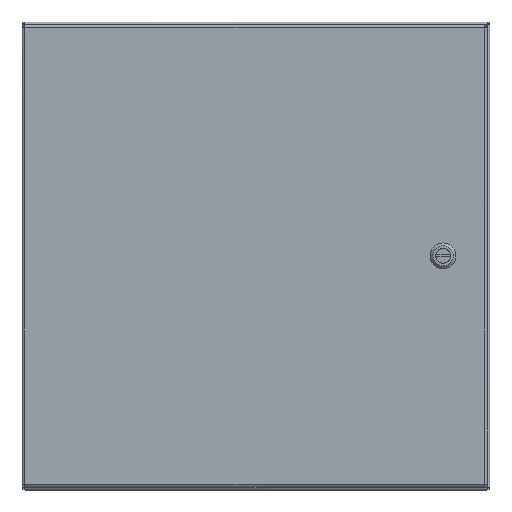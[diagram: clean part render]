
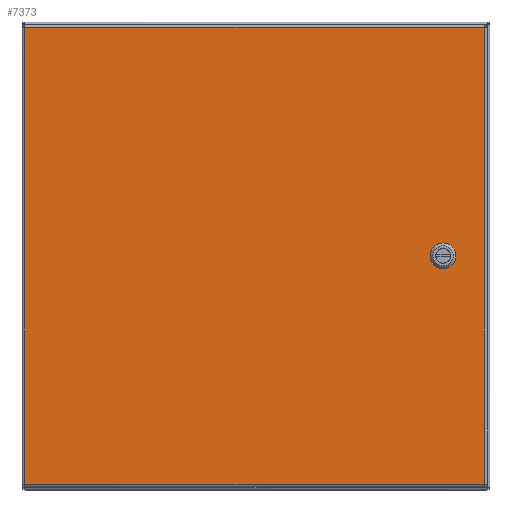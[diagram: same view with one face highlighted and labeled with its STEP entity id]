
A CAD part, top view. The second image highlights one B-rep face of the part: STEP entity #7373.
In plain terms, the highlighted face is planar.
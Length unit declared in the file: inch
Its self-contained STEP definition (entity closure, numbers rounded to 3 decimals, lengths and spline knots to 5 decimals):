
#5696=CARTESIAN_POINT('',(2.08762,10.275,0.0));
#5697=VERTEX_POINT('',#5696);
#5704=CARTESIAN_POINT('',(2.275,10.08762,0.0));
#5705=VERTEX_POINT('',#5704);
#5706=CARTESIAN_POINT('',(1.875,9.875,0.0));
#5707=DIRECTION('',(0.0,0.0,1.0));
#5708=DIRECTION('',(-0.469,-0.883,0.0));
#5709=AXIS2_PLACEMENT_3D('',#5706,#5707,#5708);
#5710=CIRCLE('',#5709,0.453);
#5711=EDGE_CURVE('',#5705,#5697,#5710,.T.);
#5736=CARTESIAN_POINT('',(2.275,9.66238,0.0));
#5737=VERTEX_POINT('',#5736);
#5738=CARTESIAN_POINT('',(2.275,9.66238,0.0));
#5739=DIRECTION('',(0.0,1.0,0.0));
#5740=VECTOR('',#5739,0.42525);
#5741=LINE('',#5738,#5740);
#5742=EDGE_CURVE('',#5737,#5705,#5741,.T.);
#5768=CARTESIAN_POINT('',(2.08762,9.475,0.0));
#5769=VERTEX_POINT('',#5768);
#5770=CARTESIAN_POINT('',(1.875,9.875,0.0));
#5771=DIRECTION('',(0.0,0.0,1.0));
#5772=DIRECTION('',(-0.883,0.469,0.0));
#5773=AXIS2_PLACEMENT_3D('',#5770,#5771,#5772);
#5774=CIRCLE('',#5773,0.453);
#5775=EDGE_CURVE('',#5769,#5737,#5774,.T.);
#5800=CARTESIAN_POINT('',(1.66238,9.475,0.0));
#5801=VERTEX_POINT('',#5800);
#5802=CARTESIAN_POINT('',(1.66238,9.475,0.0));
#5803=DIRECTION('',(1.0,0.0,0.0));
#5804=VECTOR('',#5803,0.42525);
#5805=LINE('',#5802,#5804);
#5806=EDGE_CURVE('',#5801,#5769,#5805,.T.);
#5832=CARTESIAN_POINT('',(1.475,9.66238,0.0));
#5833=VERTEX_POINT('',#5832);
#5834=CARTESIAN_POINT('',(1.875,9.875,0.0));
#5835=DIRECTION('',(0.0,0.0,1.0));
#5836=DIRECTION('',(0.469,0.883,0.0));
#5837=AXIS2_PLACEMENT_3D('',#5834,#5835,#5836);
#5838=CIRCLE('',#5837,0.453);
#5839=EDGE_CURVE('',#5833,#5801,#5838,.T.);
#5864=CARTESIAN_POINT('',(1.475,10.08762,0.0));
#5865=VERTEX_POINT('',#5864);
#5866=CARTESIAN_POINT('',(1.475,10.08762,0.0));
#5867=DIRECTION('',(0.0,-1.0,0.0));
#5868=VECTOR('',#5867,0.42525);
#5869=LINE('',#5866,#5868);
#5870=EDGE_CURVE('',#5865,#5833,#5869,.T.);
#5896=CARTESIAN_POINT('',(1.66238,10.275,0.0));
#5897=VERTEX_POINT('',#5896);
#5898=CARTESIAN_POINT('',(1.875,9.875,0.0));
#5899=DIRECTION('',(0.0,0.0,1.0));
#5900=DIRECTION('',(0.883,-0.469,0.0));
#5901=AXIS2_PLACEMENT_3D('',#5898,#5899,#5900);
#5902=CIRCLE('',#5901,0.453);
#5903=EDGE_CURVE('',#5897,#5865,#5902,.T.);
#5926=CARTESIAN_POINT('',(2.08762,10.275,0.0));
#5927=DIRECTION('',(-1.0,0.0,0.0));
#5928=VECTOR('',#5927,0.42525);
#5929=LINE('',#5926,#5928);
#5930=EDGE_CURVE('',#5697,#5897,#5929,.T.);
#6381=CARTESIAN_POINT('',(19.76975,0.10525,0.));
#6382=VERTEX_POINT('',#6381);
#6393=CARTESIAN_POINT('',(19.76975,19.64475,0.));
#6394=VERTEX_POINT('',#6393);
#6395=CARTESIAN_POINT('',(19.76975,19.64475,0.0));
#6396=DIRECTION('',(0.0,-1.0,0.0));
#6397=VECTOR('',#6396,19.5395);
#6398=LINE('',#6395,#6397);
#6399=EDGE_CURVE('',#6394,#6382,#6398,.T.);
#6551=CARTESIAN_POINT('',(0.10525,0.10525,0.));
#6552=VERTEX_POINT('',#6551);
#6563=CARTESIAN_POINT('',(19.76975,0.10525,0.0));
#6564=DIRECTION('',(-1.0,0.0,0.0));
#6565=VECTOR('',#6564,19.6645);
#6566=LINE('',#6563,#6565);
#6567=EDGE_CURVE('',#6382,#6552,#6566,.T.);
#6828=CARTESIAN_POINT('',(0.10525,19.64475,0.));
#6829=VERTEX_POINT('',#6828);
#6840=CARTESIAN_POINT('',(0.10525,0.10525,0.0));
#6841=DIRECTION('',(0.0,1.0,0.0));
#6842=VECTOR('',#6841,19.5395);
#6843=LINE('',#6840,#6842);
#6844=EDGE_CURVE('',#6552,#6829,#6843,.T.);
#7109=CARTESIAN_POINT('',(0.10525,19.64475,0.0));
#7110=DIRECTION('',(1.0,0.0,0.0));
#7111=VECTOR('',#7110,19.6645);
#7112=LINE('',#7109,#7111);
#7113=EDGE_CURVE('',#6829,#6394,#7112,.T.);
#7352=CARTESIAN_POINT('',(9.9375,9.875,0.0));
#7353=DIRECTION('',(0.0,0.0,1.0));
#7354=DIRECTION('',(1.0,0.0,0.0));
#7355=AXIS2_PLACEMENT_3D('',#7352,#7353,#7354);
#7356=PLANE('',#7355);
#7357=ORIENTED_EDGE('',*,*,#6399,.T.);
#7358=ORIENTED_EDGE('',*,*,#6567,.T.);
#7359=ORIENTED_EDGE('',*,*,#6844,.T.);
#7360=ORIENTED_EDGE('',*,*,#7113,.T.);
#7361=EDGE_LOOP('',(#7357,#7358,#7359,#7360));
#7362=FACE_OUTER_BOUND('',#7361,.T.);
#7363=ORIENTED_EDGE('',*,*,#5711,.T.);
#7364=ORIENTED_EDGE('',*,*,#5930,.T.);
#7365=ORIENTED_EDGE('',*,*,#5903,.T.);
#7366=ORIENTED_EDGE('',*,*,#5870,.T.);
#7367=ORIENTED_EDGE('',*,*,#5839,.T.);
#7368=ORIENTED_EDGE('',*,*,#5806,.T.);
#7369=ORIENTED_EDGE('',*,*,#5775,.T.);
#7370=ORIENTED_EDGE('',*,*,#5742,.T.);
#7371=EDGE_LOOP('',(#7363,#7364,#7365,#7366,#7367,#7368,#7369,#7370));
#7372=FACE_BOUND('',#7371,.T.);
#7373=ADVANCED_FACE('',(#7362,#7372),#7356,.F.);
